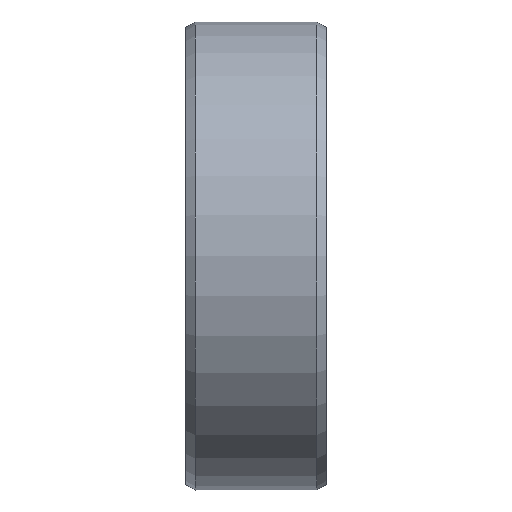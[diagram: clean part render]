
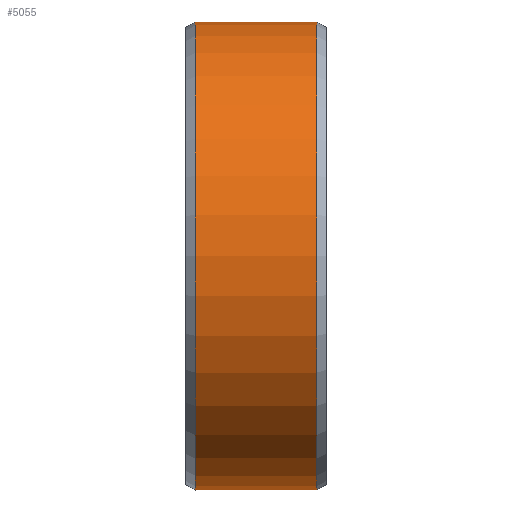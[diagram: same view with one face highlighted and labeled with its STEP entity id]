
A CAD part, top view. The second image highlights one B-rep face of the part: STEP entity #5055.
In plain terms, the highlighted cylindrical face has radius 15 mm (diameter 30 mm), a partial arc.
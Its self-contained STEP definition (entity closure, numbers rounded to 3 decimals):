
#4710=CARTESIAN_POINT('',(-3.9,0.,0.));
#4711=DIRECTION('',(1.,0.,0.));
#4712=DIRECTION('',(0.,1.,0.));
#4713=AXIS2_PLACEMENT_3D('',#4710,#4711,#4712);
#4715=CARTESIAN_POINT('',(-3.9,0.,0.));
#4716=DIRECTION('',(1.,0.,0.));
#4717=DIRECTION('',(0.,0.,1.));
#4718=AXIS2_PLACEMENT_3D('',#4715,#4716,#4717);
#4724=DIRECTION('',(-1.,0.,0.));
#4725=VECTOR('',#4724,7.8);
#4726=CARTESIAN_POINT('',(3.9,-15.,0.));
#4727=LINE('',#4726,#4725);
#4728=CARTESIAN_POINT('',(3.9,0.,0.));
#4729=DIRECTION('',(-1.,0.,0.));
#4730=DIRECTION('',(0.,-1.,0.));
#4731=AXIS2_PLACEMENT_3D('',#4728,#4729,#4730);
#4733=CARTESIAN_POINT('',(3.9,0.,0.));
#4734=DIRECTION('',(-1.,0.,0.));
#4735=DIRECTION('',(0.,0.,1.));
#4736=AXIS2_PLACEMENT_3D('',#4733,#4734,#4735);
#4786=DIRECTION('',(-1.,0.,0.));
#4787=VECTOR('',#4786,7.8);
#4788=CARTESIAN_POINT('',(3.9,15.,0.));
#4789=LINE('',#4788,#4787);
#4966=CARTESIAN_POINT('',(3.9,15.,0.));
#4967=VERTEX_POINT('',#4966);
#4969=CARTESIAN_POINT('',(3.9,-15.,0.));
#4971=VERTEX_POINT('',#4969);
#4972=CARTESIAN_POINT('',(3.9,0.,15.));
#4973=VERTEX_POINT('',#4972);
#4974=CARTESIAN_POINT('',(-3.9,-15.,0.));
#4975=VERTEX_POINT('',#4974);
#4976=CARTESIAN_POINT('',(-3.9,0.,15.));
#4977=VERTEX_POINT('',#4976);
#4978=CARTESIAN_POINT('',(-3.9,15.,0.));
#4979=VERTEX_POINT('',#4978);
#5038=CARTESIAN_POINT('',(-4.5,0.,0.));
#5039=DIRECTION('',(1.,0.,0.));
#5040=DIRECTION('',(0.,-1.,0.));
#5041=AXIS2_PLACEMENT_3D('',#5038,#5039,#5040);
#5042=CYLINDRICAL_SURFACE('',#5041,15.);
#5044=ORIENTED_EDGE('',*,*,#5043,.F.);
#5046=ORIENTED_EDGE('',*,*,#5045,.F.);
#5048=ORIENTED_EDGE('',*,*,#5047,.T.);
#5049=ORIENTED_EDGE('',*,*,#5032,.F.);
#5050=ORIENTED_EDGE('',*,*,#5030,.F.);
#5052=ORIENTED_EDGE('',*,*,#5051,.F.);
#5053=EDGE_LOOP('',(#5044,#5046,#5048,#5049,#5050,#5052));
#5054=FACE_OUTER_BOUND('',#5053,.F.);
#4714=CIRCLE('',#4713,15.);
#4719=CIRCLE('',#4718,15.);
#4732=CIRCLE('',#4731,15.);
#4737=CIRCLE('',#4736,15.);
#5030=EDGE_CURVE('',#4979,#4977,#4714,.T.);
#5032=EDGE_CURVE('',#4977,#4975,#4719,.T.);
#5043=EDGE_CURVE('',#4973,#4967,#4737,.T.);
#5045=EDGE_CURVE('',#4971,#4973,#4732,.T.);
#5047=EDGE_CURVE('',#4971,#4975,#4727,.T.);
#5051=EDGE_CURVE('',#4967,#4979,#4789,.T.);
#5055=ADVANCED_FACE('',(#5054),#5042,.T.);
